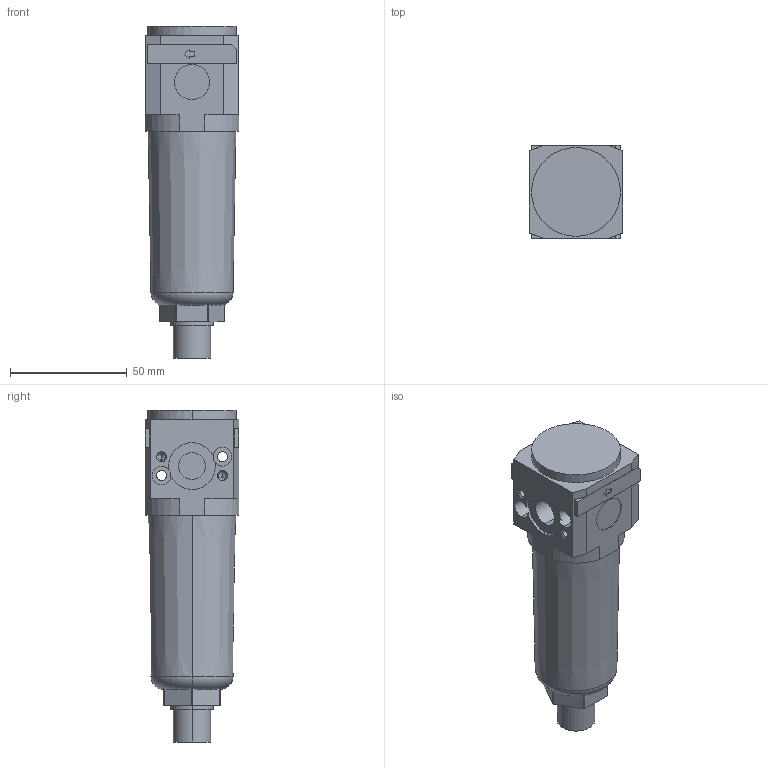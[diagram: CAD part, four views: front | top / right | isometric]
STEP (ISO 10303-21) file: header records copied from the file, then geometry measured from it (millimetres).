
FILE_DESCRIPTION((''),'2;1');
FILE_NAME('17008B_P.stp','2003-06-16T14:41:42',('maffial1'),(''),'Autodesk Inventor 7','Autodesk Inventor 7','');
FILE_SCHEMA(('AUTOMOTIVE_DESIGN { 1 0 10303 214 1 1 1 1 }'));
Length unit declared in the file: millimetre
Products named in the file (1): 17008B_P
Bounding box: 40 x 40 x 142 mm (x, y, z)
Volume: 143497 mm3; surface area: 25391.9 mm2
Topology: 1 solids, 3 shells, 167 faces, 416 edges, 264 vertices
Faces by surface type: plane 56, bspline 55, cylinder 44, cone 10, torus 2
Entity records: 5367 total; most frequent: CARTESIAN_POINT 1457, ORIENTED_EDGE 816, DIRECTION 778, EDGE_CURVE 408, VERTEX_POINT 264, AXIS2_PLACEMENT_3D 263, VECTOR 252, LINE 252
